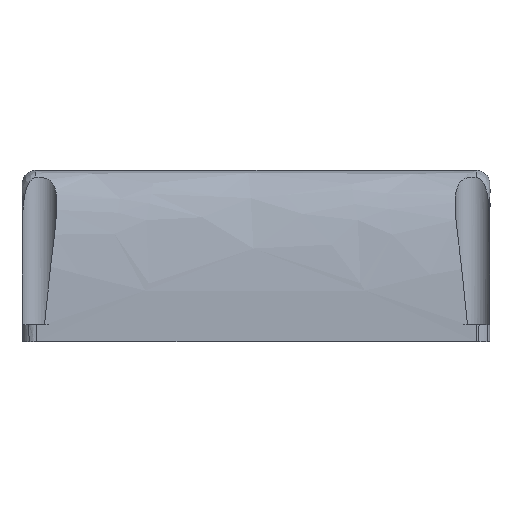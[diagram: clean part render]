
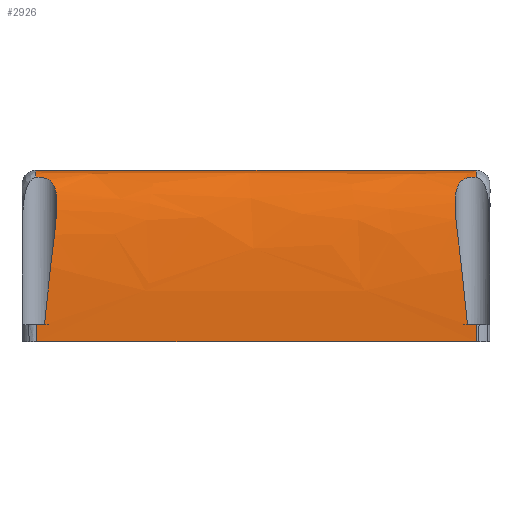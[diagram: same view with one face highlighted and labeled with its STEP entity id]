
A CAD part, left-side view. The second image highlights one B-rep face of the part: STEP entity #2926.
In plain terms, the highlighted free-form (B-spline) face has degree [3, 1] with [4, 2] control points.
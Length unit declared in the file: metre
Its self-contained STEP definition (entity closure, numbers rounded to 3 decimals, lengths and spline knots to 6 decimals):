
#23=B_SPLINE_SURFACE_WITH_KNOTS('',3,1,((#4254,#4255),(#4256,#4257),(#4258,
#4259),(#4260,#4261)),.SURF_OF_LINEAR_EXTRUSION.,.F.,.F.,.F.,(4,4),(2,2),
(0.,1.),(0.,1.),.PIECEWISE_BEZIER_KNOTS.);
#142=B_SPLINE_CURVE_WITH_KNOTS('',3,(#4262,#4263,#4264,#4265),
 .UNSPECIFIED.,.F.,.F.,(4,4),(0.,1.),.UNSPECIFIED.);
#143=B_SPLINE_CURVE_WITH_KNOTS('',3,(#4268,#4269,#4270,#4271,#4272,#4273,
#4274,#4275,#4276,#4277,#4278,#4279,#4280,#4281),.UNSPECIFIED.,.F.,.F.,
(4,1,1,1,1,1,1,1,1,1,1,4),(0.,0.001957,0.003915,
0.005872,0.00783,0.009787,0.011745,
0.01566,0.019575,0.02349,0.027404,
0.031319),.UNSPECIFIED.);
#144=B_SPLINE_CURVE_WITH_KNOTS('',3,(#4285,#4286,#4287,#4288),
 .UNSPECIFIED.,.F.,.F.,(4,4),(0.005445,0.008621),
 .UNSPECIFIED.);
#145=B_SPLINE_CURVE_WITH_KNOTS('',3,(#4292,#4293,#4294,#4295),
 .UNSPECIFIED.,.F.,.F.,(4,4),(0.,1.),.UNSPECIFIED.);
#146=B_SPLINE_CURVE_WITH_KNOTS('',3,(#4299,#4300,#4301,#4302,#4303,#4304,
#4305,#4306,#4307,#4308,#4309,#4310,#4311,#4312),.UNSPECIFIED.,.F.,.F.,
(4,1,1,1,1,1,1,1,1,1,1,4),(0.,0.003882,0.007764,
0.011646,0.015528,0.019409,0.02135,
0.023291,0.025232,0.027173,0.029114,
0.031055),.UNSPECIFIED.);
#147=B_SPLINE_CURVE_WITH_KNOTS('',3,(#4314,#4315,#4316,#4317),
 .UNSPECIFIED.,.F.,.F.,(4,4),(0.,1.),.UNSPECIFIED.);
#148=B_SPLINE_CURVE_WITH_KNOTS('',3,(#4319,#4320,#4321,#4322),
 .UNSPECIFIED.,.F.,.F.,(4,4),(0.029296,0.970704),
 .UNSPECIFIED.);
#433=ORIENTED_EDGE('',*,*,#1327,.T.);
#434=ORIENTED_EDGE('',*,*,#1328,.T.);
#435=ORIENTED_EDGE('',*,*,#1329,.T.);
#436=ORIENTED_EDGE('',*,*,#1330,.T.);
#437=ORIENTED_EDGE('',*,*,#1331,.F.);
#438=ORIENTED_EDGE('',*,*,#1332,.T.);
#439=ORIENTED_EDGE('',*,*,#1333,.T.);
#440=ORIENTED_EDGE('',*,*,#1334,.T.);
#441=ORIENTED_EDGE('',*,*,#1335,.T.);
#442=ORIENTED_EDGE('',*,*,#1336,.F.);
#1327=EDGE_CURVE('',#1774,#1775,#142,.T.);
#1328=EDGE_CURVE('',#1775,#1776,#143,.T.);
#1329=EDGE_CURVE('',#1776,#1777,#2009,.T.);
#1330=EDGE_CURVE('',#1777,#1778,#144,.T.);
#1331=EDGE_CURVE('',#1779,#1778,#2010,.T.);
#1332=EDGE_CURVE('',#1779,#1780,#145,.T.);
#1333=EDGE_CURVE('',#1780,#1781,#2011,.T.);
#1334=EDGE_CURVE('',#1781,#1782,#146,.T.);
#1335=EDGE_CURVE('',#1782,#1783,#147,.T.);
#1336=EDGE_CURVE('',#1774,#1783,#148,.T.);
#1774=VERTEX_POINT('',#4266);
#1775=VERTEX_POINT('',#4267);
#1776=VERTEX_POINT('',#4282);
#1777=VERTEX_POINT('',#4284);
#1778=VERTEX_POINT('',#4289);
#1779=VERTEX_POINT('',#4291);
#1780=VERTEX_POINT('',#4296);
#1781=VERTEX_POINT('',#4298);
#1782=VERTEX_POINT('',#4313);
#1783=VERTEX_POINT('',#4318);
#2009=LINE('',#4283,#2263);
#2010=LINE('',#4290,#2264);
#2011=LINE('',#4297,#2265);
#2263=VECTOR('',#3409,1.);
#2264=VECTOR('',#3410,1.);
#2265=VECTOR('',#3411,1.);
#2466=EDGE_LOOP('',(#433,#434,#435,#436,#437,#438,#439,#440,#441,#442));
#2664=FACE_BOUND('',#2466,.T.);
#2926=ADVANCED_FACE('',(#2664),#23,.T.);
#3409=DIRECTION('',(0.,1.,0.));
#3410=DIRECTION('',(0.,1.,0.));
#3411=DIRECTION('',(0.,1.,0.));
#4254=CARTESIAN_POINT('',(-0.090089,-0.019724,0.0381));
#4255=CARTESIAN_POINT('',(-0.090089,0.061896,0.0381));
#4256=CARTESIAN_POINT('',(-0.090089,-0.019724,0.059267));
#4257=CARTESIAN_POINT('',(-0.090089,0.061896,0.059267));
#4258=CARTESIAN_POINT('',(-0.086703,-0.019724,0.06985));
#4259=CARTESIAN_POINT('',(-0.086703,0.061896,0.06985));
#4260=CARTESIAN_POINT('',(-0.079929,-0.019724,0.06985));
#4261=CARTESIAN_POINT('',(-0.079929,0.061896,0.06985));
#4262=CARTESIAN_POINT('',(-0.079929,0.061896,0.06985));
#4263=CARTESIAN_POINT('',(-0.08132,0.061896,0.06985));
#4264=CARTESIAN_POINT('',(-0.082569,0.061896,0.069404));
#4265=CARTESIAN_POINT('',(-0.083674,0.061896,0.068511));
#4266=CARTESIAN_POINT('',(-0.079929,0.061896,0.06985));
#4267=CARTESIAN_POINT('',(-0.083674,0.061896,0.068511));
#4268=CARTESIAN_POINT('',(-0.083674,0.061896,0.068511));
#4269=CARTESIAN_POINT('',(-0.083548,0.061254,0.068612));
#4270=CARTESIAN_POINT('',(-0.083717,0.059864,0.068507));
#4271=CARTESIAN_POINT('',(-0.084868,0.05854,0.067404));
#4272=CARTESIAN_POINT('',(-0.085939,0.058059,0.065806));
#4273=CARTESIAN_POINT('',(-0.086792,0.057932,0.06405));
#4274=CARTESIAN_POINT('',(-0.087471,0.057988,0.062225));
#4275=CARTESIAN_POINT('',(-0.088195,0.058182,0.059766));
#4276=CARTESIAN_POINT('',(-0.088855,0.05855,0.056628));
#4277=CARTESIAN_POINT('',(-0.089393,0.059047,0.052814));
#4278=CARTESIAN_POINT('',(-0.089748,0.059536,0.04899));
#4279=CARTESIAN_POINT('',(-0.089966,0.059977,0.045143));
#4280=CARTESIAN_POINT('',(-0.09004,0.060195,0.042566));
#4281=CARTESIAN_POINT('',(-0.090063,0.060265,0.041275));
#4282=CARTESIAN_POINT('',(-0.090063,0.060265,0.041275));
#4283=CARTESIAN_POINT('',(-0.090063,0.021086,0.041275));
#4284=CARTESIAN_POINT('',(-0.090063,0.06172,0.041275));
#4285=CARTESIAN_POINT('',(-0.090063,0.06172,0.041275));
#4286=CARTESIAN_POINT('',(-0.090081,0.061696,0.040217));
#4287=CARTESIAN_POINT('',(-0.090089,0.061683,0.039159));
#4288=CARTESIAN_POINT('',(-0.090089,0.061683,0.0381));
#4289=CARTESIAN_POINT('',(-0.090089,0.061683,0.0381));
#4290=CARTESIAN_POINT('',(-0.090089,0.021086,0.0381));
#4291=CARTESIAN_POINT('',(-0.090089,-0.019724,0.0381));
#4292=CARTESIAN_POINT('',(-0.090089,-0.019724,0.0381));
#4293=CARTESIAN_POINT('',(-0.090089,-0.019724,0.039186));
#4294=CARTESIAN_POINT('',(-0.09008,-0.019724,0.040245));
#4295=CARTESIAN_POINT('',(-0.090063,-0.019724,0.041275));
#4296=CARTESIAN_POINT('',(-0.090063,-0.019724,0.041275));
#4297=CARTESIAN_POINT('',(-0.090063,0.021086,0.041275));
#4298=CARTESIAN_POINT('',(-0.090063,-0.018093,0.041275));
#4299=CARTESIAN_POINT('',(-0.090063,-0.018093,0.041275));
#4300=CARTESIAN_POINT('',(-0.09004,-0.018022,0.042568));
#4301=CARTESIAN_POINT('',(-0.089966,-0.017805,0.045146));
#4302=CARTESIAN_POINT('',(-0.089747,-0.017363,0.048999));
#4303=CARTESIAN_POINT('',(-0.089391,-0.016872,0.052831));
#4304=CARTESIAN_POINT('',(-0.088853,-0.016376,0.05664));
#4305=CARTESIAN_POINT('',(-0.088189,-0.016007,0.059792));
#4306=CARTESIAN_POINT('',(-0.087455,-0.015812,0.062275));
#4307=CARTESIAN_POINT('',(-0.086777,-0.015761,0.064085));
#4308=CARTESIAN_POINT('',(-0.085921,-0.015891,0.065837));
#4309=CARTESIAN_POINT('',(-0.084852,-0.01638,0.067422));
#4310=CARTESIAN_POINT('',(-0.083714,-0.017703,0.068508));
#4311=CARTESIAN_POINT('',(-0.083549,-0.019085,0.068612));
#4312=CARTESIAN_POINT('',(-0.083674,-0.019724,0.068511));
#4313=CARTESIAN_POINT('',(-0.083674,-0.019724,0.068511));
#4314=CARTESIAN_POINT('',(-0.083674,-0.019724,0.068511));
#4315=CARTESIAN_POINT('',(-0.082569,-0.019724,0.069404));
#4316=CARTESIAN_POINT('',(-0.08132,-0.019724,0.06985));
#4317=CARTESIAN_POINT('',(-0.079929,-0.019724,0.06985));
#4318=CARTESIAN_POINT('',(-0.079929,-0.019724,0.06985));
#4319=CARTESIAN_POINT('',(-0.079929,0.061896,0.06985));
#4320=CARTESIAN_POINT('',(-0.079929,0.03469,0.06985));
#4321=CARTESIAN_POINT('',(-0.079929,0.007483,0.06985));
#4322=CARTESIAN_POINT('',(-0.079929,-0.019724,0.06985));
